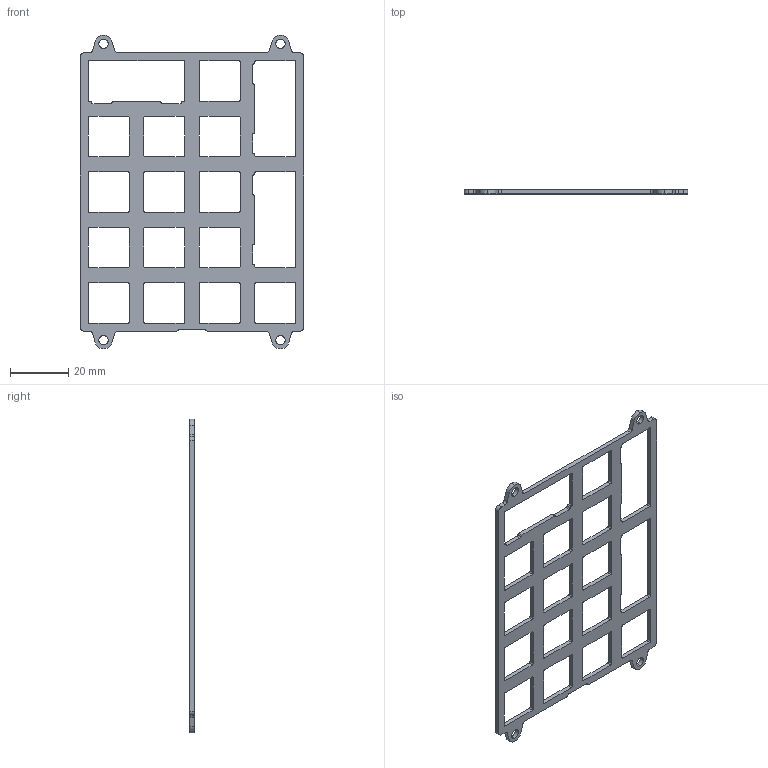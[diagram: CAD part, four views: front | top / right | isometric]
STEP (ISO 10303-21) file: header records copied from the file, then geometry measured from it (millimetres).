
FILE_DESCRIPTION (( 'STEP AP214' ), '1' );
FILE_NAME ('OSAv2_Numpad_Plate.STEP', '2022-10-09T00:04:21', ( '' ), ( '' ), 'SwSTEP 2.0', 'SolidWorks 2019', '' );
FILE_SCHEMA (( 'AUTOMOTIVE_DESIGN' ));
Length unit declared in the file: millimetre
Products named in the file (1): OSAv2_Numpad_Plate
Bounding box: 76.71 x 1.5 x 107.75 mm (x, y, z)
Volume: 4928 mm3; surface area: 8773.7 mm2
Topology: 1 solids, 1 shells, 222 faces, 660 edges, 440 vertices
Faces by surface type: cylinder 122, plane 100
Entity records: 7646 total; most frequent: DIRECTION 1350, CARTESIAN_POINT 1323, ORIENTED_EDGE 1320, EDGE_CURVE 660, AXIS2_PLACEMENT_3D 467, VERTEX_POINT 440, LINE 416, VECTOR 416
